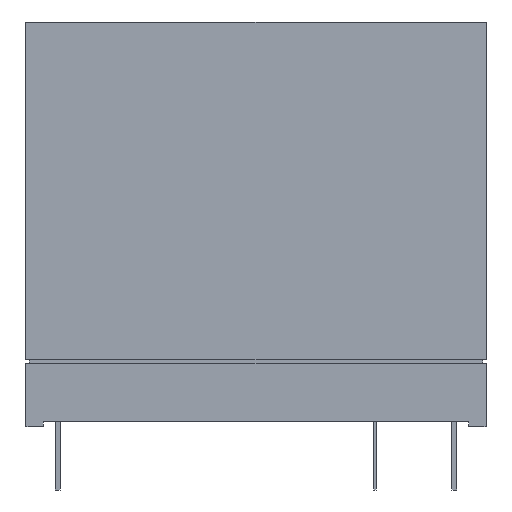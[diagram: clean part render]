
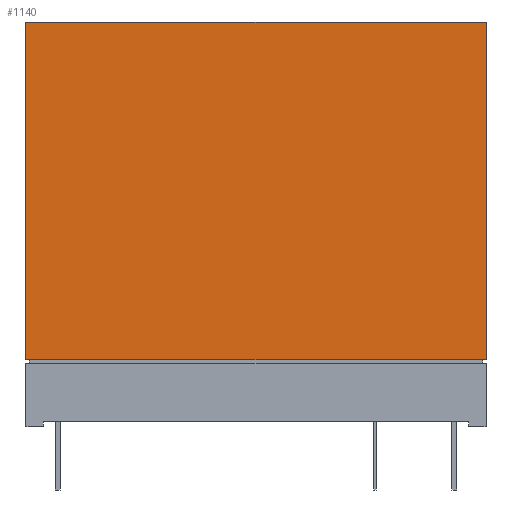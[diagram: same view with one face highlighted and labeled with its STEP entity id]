
A CAD part, front view. The second image highlights one B-rep face of the part: STEP entity #1140.
In plain terms, the highlighted planar face has unit normal (0, -1, 0).
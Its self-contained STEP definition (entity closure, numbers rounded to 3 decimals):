
#50=FACE_OUTER_BOUND($,#120,.T.);
#120=EDGE_LOOP($,(#868,#869,#870,#871));
#227=LINE($,#1692,#383);
#232=LINE($,#1703,#388);
#235=LINE($,#1709,#391);
#236=LINE($,#1710,#392);
#383=VECTOR($,#1378,29.);
#388=VECTOR($,#1385,21.3);
#391=VECTOR($,#1390,29.);
#392=VECTOR($,#1391,21.3);
#517=VERTEX_POINT($,#1686);
#519=VERTEX_POINT($,#1690);
#524=VERTEX_POINT($,#1702);
#526=VERTEX_POINT($,#1708);
#643=EDGE_CURVE($,#517,#519,#227,.T.);
#648=EDGE_CURVE($,#524,#517,#232,.T.);
#651=EDGE_CURVE($,#524,#526,#235,.T.);
#652=EDGE_CURVE($,#526,#519,#236,.T.);
#868=ORIENTED_EDGE($,*,*,#651,.F.);
#869=ORIENTED_EDGE($,*,*,#648,.T.);
#870=ORIENTED_EDGE($,*,*,#643,.T.);
#871=ORIENTED_EDGE($,*,*,#652,.F.);
#1072=PLANE($,#1223);
#1140=ADVANCED_FACE($,(#50),#1072,.F.);
#1223=AXIS2_PLACEMENT_3D($,#1707,#1388,#1389);
#1378=DIRECTION($,(1.,0.,0.));
#1385=DIRECTION($,(0.,0.,-1.));
#1388=DIRECTION('center_axis',(0.,1.,0.));
#1389=DIRECTION('ref_axis',(-1.,0.,0.));
#1390=DIRECTION($,(1.,0.,0.));
#1391=DIRECTION($,(0.,0.,-1.));
#1686=CARTESIAN_POINT('',(-14.5,-6.5,4.2));
#1690=CARTESIAN_POINT('',(14.5,-6.5,4.2));
#1692=CARTESIAN_POINT($,(-14.5,-6.5,4.2));
#1702=CARTESIAN_POINT('',(-14.5,-6.5,25.5));
#1703=CARTESIAN_POINT($,(-14.5,-6.5,65.68));
#1707=CARTESIAN_POINT('Origin',(-14.5,-6.5,65.68));
#1708=CARTESIAN_POINT('',(14.5,-6.5,25.5));
#1709=CARTESIAN_POINT($,(-14.5,-6.5,25.5));
#1710=CARTESIAN_POINT($,(14.5,-6.5,65.68));
